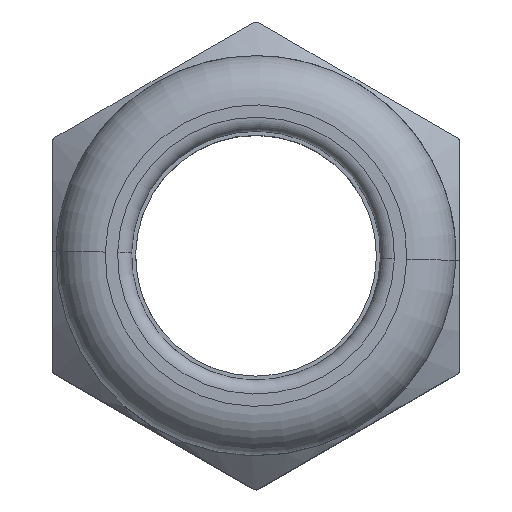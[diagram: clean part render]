
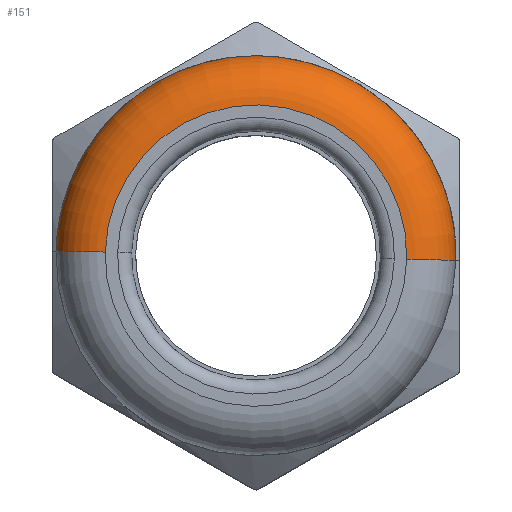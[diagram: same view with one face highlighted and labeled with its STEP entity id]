
A CAD part, top view. The second image highlights one B-rep face of the part: STEP entity #151.
In plain terms, the highlighted toroidal (fillet/blend) face has major radius 10.765 mm and minor radius 3.5 mm.
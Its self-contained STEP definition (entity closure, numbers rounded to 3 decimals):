
#124=AXIS2_PLACEMENT_3D('Torus Axis2P3D',#121,#122,#123) ;
#128=AXIS2_PLACEMENT_3D('Circle Axis2P3D',#126,#127,$) ;
#135=AXIS2_PLACEMENT_3D('Circle Axis2P3D',#133,#134,$) ;
#142=AXIS2_PLACEMENT_3D('Circle Axis2P3D',#140,#141,$) ;
#42=CARTESIAN_POINT('Vertex',(0.239,17.037,38.57)) ;
#46=CARTESIAN_POINT('Control Point',(28.761,16.363,38.57)) ;
#47=CARTESIAN_POINT('Control Point',(28.814,18.604,38.57)) ;
#48=CARTESIAN_POINT('Control Point',(28.427,20.854,38.57)) ;
#49=CARTESIAN_POINT('Control Point',(27.597,23.,38.57)) ;
#50=CARTESIAN_POINT('Control Point',(25.14,26.85,38.57)) ;
#51=CARTESIAN_POINT('Control Point',(21.41,29.485,38.57)) ;
#52=CARTESIAN_POINT('Control Point',(19.306,30.415,38.57)) ;
#53=CARTESIAN_POINT('Control Point',(14.847,31.401,38.57)) ;
#54=CARTESIAN_POINT('Control Point',(10.346,30.627,38.57)) ;
#55=CARTESIAN_POINT('Control Point',(8.2,29.797,38.57)) ;
#56=CARTESIAN_POINT('Control Point',(4.35,27.34,38.57)) ;
#57=CARTESIAN_POINT('Control Point',(1.715,23.61,38.57)) ;
#58=CARTESIAN_POINT('Control Point',(0.785,21.506,38.57)) ;
#59=CARTESIAN_POINT('Control Point',(0.292,19.277,38.57)) ;
#60=CARTESIAN_POINT('Control Point',(0.239,17.037,38.57)) ;
#61=CARTESIAN_POINT('Vertex',(28.761,16.363,38.57)) ;
#121=CARTESIAN_POINT('Axis2P3D Location',(14.5,16.7,38.57)) ;
#126=CARTESIAN_POINT('Axis2P3D Location',(3.738,16.954,38.57)) ;
#130=CARTESIAN_POINT('Vertex',(3.738,16.954,42.07)) ;
#133=CARTESIAN_POINT('Axis2P3D Location',(14.5,16.7,42.07)) ;
#137=CARTESIAN_POINT('Vertex',(25.262,16.446,42.07)) ;
#140=CARTESIAN_POINT('Axis2P3D Location',(25.262,16.446,38.57)) ;
#122=DIRECTION('Axis2P3D Direction',(0.,0.,1.)) ;
#123=DIRECTION('Axis2P3D XDirection',(1.,-0.024,0.)) ;
#127=DIRECTION('Axis2P3D Direction',(0.024,1.,0.)) ;
#134=DIRECTION('Axis2P3D Direction',(0.,0.,1.)) ;
#141=DIRECTION('Axis2P3D Direction',(-0.024,-1.,0.)) ;
#146=ORIENTED_EDGE('',*,*,#132,.T.) ;
#147=ORIENTED_EDGE('',*,*,#139,.F.) ;
#148=ORIENTED_EDGE('',*,*,#144,.F.) ;
#149=ORIENTED_EDGE('',*,*,#63,.T.) ;
#151=ADVANCED_FACE('VG_M25_OT\\Hauptk\X2\00F6\X0\rper',(#150),#125,.T.) ;
#45=B_SPLINE_CURVE_WITH_KNOTS('',5,(#46,#47,#48,#49,#50,#51,#52,#53,#54,#55,#56,#57,#58,#59,#60),.UNSPECIFIED.,.F.,.U.,(6,3,3,3,6),(-22.407,-11.204,0.,11.204,22.407),.UNSPECIFIED.) ;
#129=CIRCLE('generated circle',#128,3.5) ;
#136=CIRCLE('generated circle',#135,10.765) ;
#143=CIRCLE('generated circle',#142,3.5) ;
#125=TOROIDAL_SURFACE('homeo Torus',#124,10.765,3.5) ;
#63=EDGE_CURVE('',#62,#43,#45,.T.) ;
#132=EDGE_CURVE('',#43,#131,#129,.T.) ;
#139=EDGE_CURVE('',#138,#131,#136,.T.) ;
#144=EDGE_CURVE('',#62,#138,#143,.T.) ;
#145=EDGE_LOOP('',(#146,#147,#148,#149)) ;
#150=FACE_OUTER_BOUND('',#145,.T.) ;
#43=VERTEX_POINT('',#42) ;
#62=VERTEX_POINT('',#61) ;
#131=VERTEX_POINT('',#130) ;
#138=VERTEX_POINT('',#137) ;
